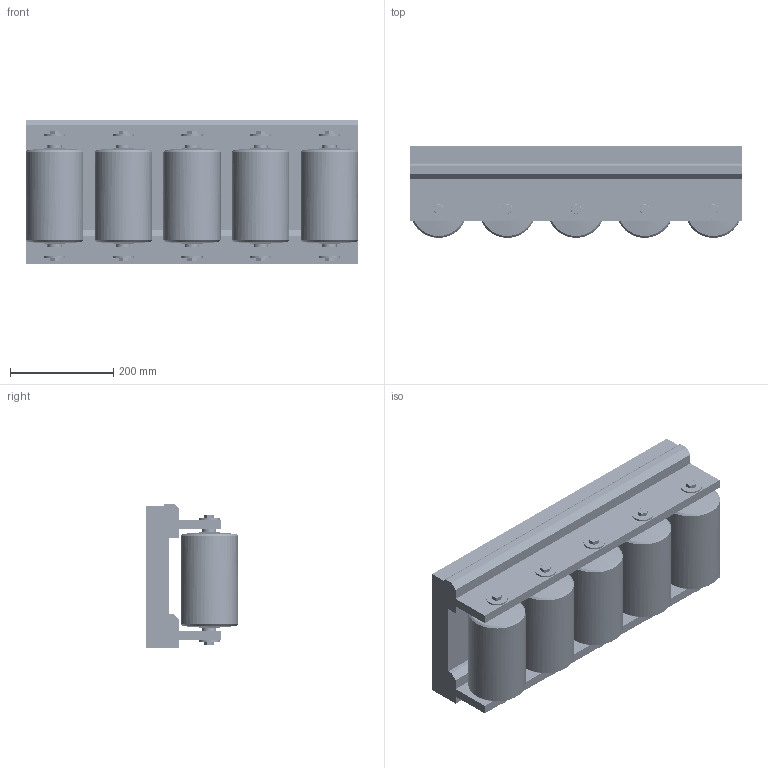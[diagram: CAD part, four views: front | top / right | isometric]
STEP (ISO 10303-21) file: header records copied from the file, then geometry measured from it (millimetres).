
FILE_DESCRIPTION(('FreeCAD Model'),'2;1');
FILE_NAME('Open CASCADE Shape Model','2025-04-27T13:28:42',('FreeCAD'),( 'FreeCAD'),'Open CASCADE STEP processor 7.6','FreeCAD','Unknown');
FILE_SCHEMA(('AUTOMOTIVE_DESIGN { 1 0 10303 214 1 1 1 1 }'));
Products named in the file (1): Open CASCADE STEP translator 7.6 1
Bounding box: 644.16 x 177.7 x 280.99 mm (x, y, z)
Volume: 20222751.2 mm3; surface area: 1532375 mm2
Topology: 40 solids, 40 shells, 4066 faces, 10358 edges, 6372 vertices
Faces by surface type: bspline 4066
Entity records: 129928 total; most frequent: CARTESIAN_POINT 75461, ORIENTED_EDGE 20636, EDGE_CURVE 10318, VERTEX_POINT 6372, B_SPLINE_CURVE_WITH_KNOTS 4234, FACE_BOUND 4186, EDGE_LOOP 4186, ADVANCED_FACE 4066
